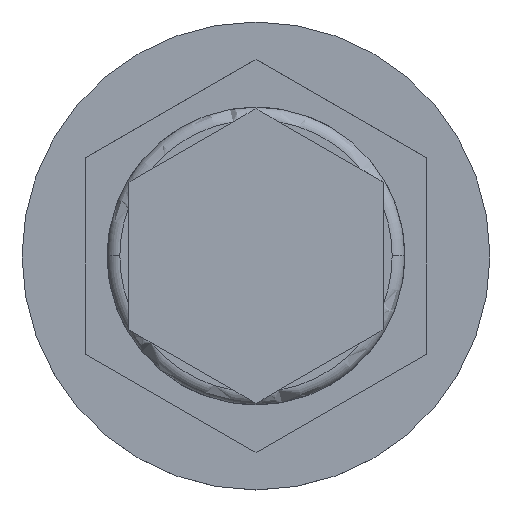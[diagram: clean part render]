
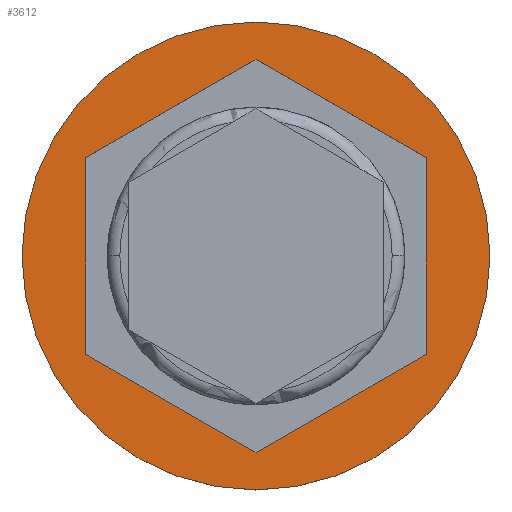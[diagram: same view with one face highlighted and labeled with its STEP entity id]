
A CAD part, top view. The second image highlights one B-rep face of the part: STEP entity #3612.
In plain terms, the highlighted planar face has unit normal (0, 0, 1).
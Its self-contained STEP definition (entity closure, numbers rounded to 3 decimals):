
#33 = DIRECTION ( 'NONE',  ( 0.866, 0.5, 0. ) ) ;
#78 = AXIS2_PLACEMENT_3D ( 'NONE', #1262, #3515, #162 ) ;
#89 = CARTESIAN_POINT ( 'NONE',  ( 4., 2.309, 0. ) ) ;
#119 = AXIS2_PLACEMENT_3D ( 'NONE', #2620, #931, #378 ) ;
#124 = FACE_OUTER_BOUND ( 'NONE', #3129, .T. ) ;
#162 = DIRECTION ( 'NONE',  ( 1., 0., 0. ) ) ;
#201 = CARTESIAN_POINT ( 'NONE',  ( 5.5, 0., 0. ) ) ;
#329 = ORIENTED_EDGE ( 'NONE', *, *, #796, .F. ) ;
#378 = DIRECTION ( 'NONE',  ( 1., 0., 0. ) ) ;
#380 = VECTOR ( 'NONE', #2756, 1000. ) ;
#449 = CARTESIAN_POINT ( 'NONE',  ( -5.5, 0., 0. ) ) ;
#463 = EDGE_CURVE ( 'NONE', #3200, #2137, #1980, .T. ) ;
#473 = CARTESIAN_POINT ( 'NONE',  ( 0., 4.619, 0. ) ) ;
#582 = DIRECTION ( 'NONE',  ( 1., 0., 0. ) ) ;
#583 = DIRECTION ( 'NONE',  ( -0.866, 0.5, 0. ) ) ;
#637 = CARTESIAN_POINT ( 'NONE',  ( -4., -2.309, 0. ) ) ;
#645 = ORIENTED_EDGE ( 'NONE', *, *, #2028, .F. ) ;
#700 = ORIENTED_EDGE ( 'NONE', *, *, #3415, .T. ) ;
#756 = VERTEX_POINT ( 'NONE', #3195 ) ;
#760 = LINE ( 'NONE', #3034, #380 ) ;
#796 = EDGE_CURVE ( 'NONE', #3445, #756, #2116, .T. ) ;
#827 = LINE ( 'NONE', #3156, #2460 ) ;
#847 = EDGE_CURVE ( 'NONE', #1005, #2203, #2973, .T. ) ;
#913 = VERTEX_POINT ( 'NONE', #89 ) ;
#931 = DIRECTION ( 'NONE',  ( 0., 0., 1. ) ) ;
#1005 = VERTEX_POINT ( 'NONE', #3336 ) ;
#1012 = VECTOR ( 'NONE', #2318, 1000. ) ;
#1037 = LINE ( 'NONE', #473, #1992 ) ;
#1091 = VERTEX_POINT ( 'NONE', #2199 ) ;
#1123 = ORIENTED_EDGE ( 'NONE', *, *, #463, .T. ) ;
#1165 = CARTESIAN_POINT ( 'NONE',  ( -4., 2.309, 0. ) ) ;
#1262 = CARTESIAN_POINT ( 'NONE',  ( 0., 0., 0. ) ) ;
#1364 = EDGE_CURVE ( 'NONE', #2203, #3445, #3225, .T. ) ;
#1550 = FACE_BOUND ( 'NONE', #3647, .T. ) ;
#1700 = CARTESIAN_POINT ( 'NONE',  ( 0., -4.619, 0. ) ) ;
#1778 = CARTESIAN_POINT ( 'NONE',  ( 0., 0., 0. ) ) ;
#1811 = DIRECTION ( 'NONE',  ( 0.866, -0.5, 0. ) ) ;
#1980 = CIRCLE ( 'NONE', #119, 5.5 ) ;
#1992 = VECTOR ( 'NONE', #2785, 1000. ) ;
#2028 = EDGE_CURVE ( 'NONE', #913, #1091, #827, .T. ) ;
#2044 = ORIENTED_EDGE ( 'NONE', *, *, #847, .F. ) ;
#2116 = LINE ( 'NONE', #3212, #3346 ) ;
#2137 = VERTEX_POINT ( 'NONE', #201 ) ;
#2139 = EDGE_CURVE ( 'NONE', #1091, #1005, #1037, .T. ) ;
#2199 = CARTESIAN_POINT ( 'NONE',  ( 0., 4.619, 0. ) ) ;
#2203 = VERTEX_POINT ( 'NONE', #3286 ) ;
#2318 = DIRECTION ( 'NONE',  ( 0., -1., 0. ) ) ;
#2460 = VECTOR ( 'NONE', #583, 1000. ) ;
#2589 = ORIENTED_EDGE ( 'NONE', *, *, #1364, .F. ) ;
#2620 = CARTESIAN_POINT ( 'NONE',  ( 0., 0., 0. ) ) ;
#2649 = AXIS2_PLACEMENT_3D ( 'NONE', #1778, #3697, #582 ) ;
#2690 = PLANE ( 'NONE',  #78 ) ;
#2756 = DIRECTION ( 'NONE',  ( 0., 1., 0. ) ) ;
#2785 = DIRECTION ( 'NONE',  ( -0.866, -0.5, 0. ) ) ;
#2824 = ORIENTED_EDGE ( 'NONE', *, *, #3092, .F. ) ;
#2973 = LINE ( 'NONE', #1165, #1012 ) ;
#3034 = CARTESIAN_POINT ( 'NONE',  ( 4., -2.309, 0. ) ) ;
#3092 = EDGE_CURVE ( 'NONE', #756, #913, #760, .T. ) ;
#3129 = EDGE_LOOP ( 'NONE', ( #700, #1123 ) ) ;
#3156 = CARTESIAN_POINT ( 'NONE',  ( 4., 2.309, 0. ) ) ;
#3171 = VECTOR ( 'NONE', #1811, 1000. ) ;
#3195 = CARTESIAN_POINT ( 'NONE',  ( 4., -2.309, 0. ) ) ;
#3200 = VERTEX_POINT ( 'NONE', #449 ) ;
#3212 = CARTESIAN_POINT ( 'NONE',  ( 0., -4.619, 0. ) ) ;
#3225 = LINE ( 'NONE', #637, #3171 ) ;
#3286 = CARTESIAN_POINT ( 'NONE',  ( -4., -2.309, 0. ) ) ;
#3336 = CARTESIAN_POINT ( 'NONE',  ( -4., 2.309, 0. ) ) ;
#3339 = ORIENTED_EDGE ( 'NONE', *, *, #2139, .F. ) ;
#3346 = VECTOR ( 'NONE', #33, 1000. ) ;
#3415 = EDGE_CURVE ( 'NONE', #2137, #3200, #3659, .T. ) ;
#3445 = VERTEX_POINT ( 'NONE', #1700 ) ;
#3515 = DIRECTION ( 'NONE',  ( 0., 0., 1. ) ) ;
#3612 = ADVANCED_FACE ( 'NONE', ( #1550, #124 ), #2690, .T. ) ;
#3647 = EDGE_LOOP ( 'NONE', ( #645, #2824, #329, #2589, #2044, #3339 ) ) ;
#3659 = CIRCLE ( 'NONE', #2649, 5.5 ) ;
#3697 = DIRECTION ( 'NONE',  ( 0., 0., 1. ) ) ;
